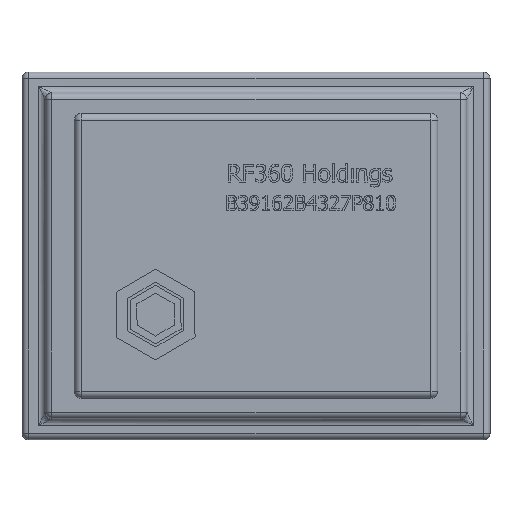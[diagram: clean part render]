
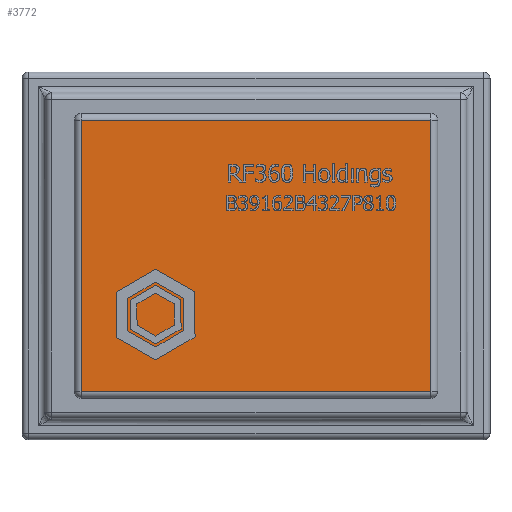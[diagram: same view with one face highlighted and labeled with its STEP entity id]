
A CAD part, top view. The second image highlights one B-rep face of the part: STEP entity #3772.
In plain terms, the highlighted planar face has unit normal (0, 0, 1).
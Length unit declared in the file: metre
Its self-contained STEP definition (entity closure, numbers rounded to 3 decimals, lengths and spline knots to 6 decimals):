
#3772 = ADVANCED_FACE( '', ( #9284 ), #9285, .T. );
#4696 = EDGE_CURVE( '', #7865, #9109, #10574, .T. );
#5576 = EDGE_CURVE( '', #7281, #7865, #11675, .T. );
#6130 = EDGE_CURVE( '', #9109, #9233, #12323, .T. );
#6716 = EDGE_CURVE( '', #9233, #7281, #13010, .T. );
#7281 = VERTEX_POINT( '', #13760 );
#7865 = VERTEX_POINT( '', #14590 );
#9109 = VERTEX_POINT( '', #16418 );
#9233 = VERTEX_POINT( '', #16623 );
#9284 = FACE_OUTER_BOUND( '', #16708, .T. );
#9285 = PLANE( '', #16709 );
#10574 = LINE( '', #18684, #18685 );
#11675 = LINE( '', #20462, #20463 );
#12323 = LINE( '', #21527, #21528 );
#13010 = LINE( '', #22704, #22705 );
#13760 = CARTESIAN_POINT( '', ( -0.000523, -0.000406, 0.00045 ) );
#14590 = CARTESIAN_POINT( '', ( -0.000523, 0.000406, 0.00045 ) );
#16418 = CARTESIAN_POINT( '', ( 0.000523, 0.000406, 0.00045 ) );
#16623 = CARTESIAN_POINT( '', ( 0.000523, -0.000406, 0.00045 ) );
#16708 = EDGE_LOOP( '', ( #25399, #25400, #25401, #25402 ) );
#16709 = AXIS2_PLACEMENT_3D( '', #25403, #25404, #25405 );
#18684 = CARTESIAN_POINT( '', ( -0.000272, 0.000406, 0.00045 ) );
#18685 = VECTOR( '', #27157, 1. );
#20462 = CARTESIAN_POINT( '', ( -0.000523, -0.000213, 0.00045 ) );
#20463 = VECTOR( '', #28710, 1. );
#21527 = CARTESIAN_POINT( '', ( 0.000523, 0.000213, 0.00045 ) );
#21528 = VECTOR( '', #29744, 1. );
#22704 = CARTESIAN_POINT( '', ( 0.000272, -0.000406, 0.00045 ) );
#22705 = VECTOR( '', #30910, 1. );
#25399 = ORIENTED_EDGE( '', *, *, #6130, .F. );
#25400 = ORIENTED_EDGE( '', *, *, #4696, .F. );
#25401 = ORIENTED_EDGE( '', *, *, #5576, .F. );
#25402 = ORIENTED_EDGE( '', *, *, #6716, .F. );
#25403 = CARTESIAN_POINT( '', ( 0., 0., 0.00045 ) );
#25404 = DIRECTION( '', ( 0., 0., 1. ) );
#25405 = DIRECTION( '', ( 1., 0., 0. ) );
#27157 = DIRECTION( '', ( 1., 0., 0. ) );
#28710 = DIRECTION( '', ( 0., 1., 0. ) );
#29744 = DIRECTION( '', ( 0., -1., 0. ) );
#30910 = DIRECTION( '', ( -1., 0., 0. ) );
